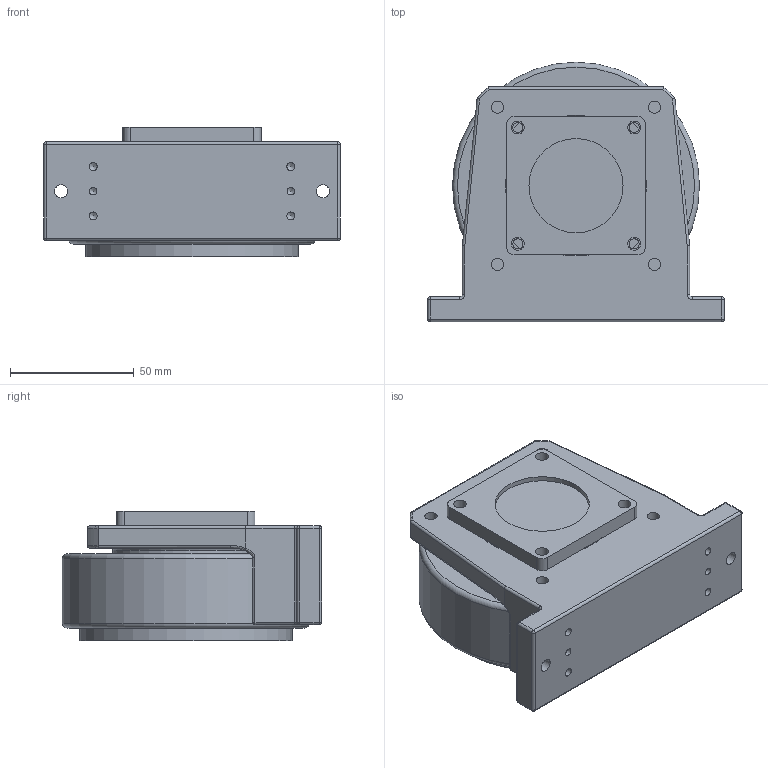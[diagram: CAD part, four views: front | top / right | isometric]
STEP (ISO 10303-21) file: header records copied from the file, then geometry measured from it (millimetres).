
FILE_DESCRIPTION(/* description */ (''),/* implementation_level */ '2;1');
FILE_NAME(/* name */ 'D-00000788_Shrinkwrap_1.stp',/* time_stamp */ '2019-03-11T10:59:29+01:00',/* author */ ('naubert_a'),/* organization */ (''),/* preprocessor_version */ 'ST-DEVELOPER v17',/* originating_system */ 'Autodesk Inventor 2018',/* authorisation */ '');
FILE_SCHEMA (('CONFIG_CONTROL_DESIGN'));
Length unit declared in the file: millimetre
Products named in the file (1): D-00000788_Shrinkwrap_1
Bounding box: 120 x 105 x 52.6 mm (x, y, z)
Volume: 401284.4 mm3; surface area: 55471.9 mm2
Topology: 1 solids, 1 shells, 336 faces, 946 edges, 628 vertices
Faces by surface type: plane 109, cone 92, cylinder 75, torus 46, sphere 10, bspline 4
Full cylindrical faces by diameter (mm): 3 x2, 3.242 x4, 4.134 x4, 4.917 x4, 4.97 x3, 5.2 x4, 5.3 x2, 5.5 x8, 10 x2, 38.1 x1, 56 x1, 59 x1, 68.8 x1, 72 x1, 86 x1, 100 x1
Entity records: 12369 total; most frequent: CARTESIAN_POINT 3298, ORIENTED_EDGE 1864, DIRECTION 1820, EDGE_CURVE 932, AXIS2_PLACEMENT_3D 735, VERTEX_POINT 628, CIRCLE 400, EDGE_LOOP 394
